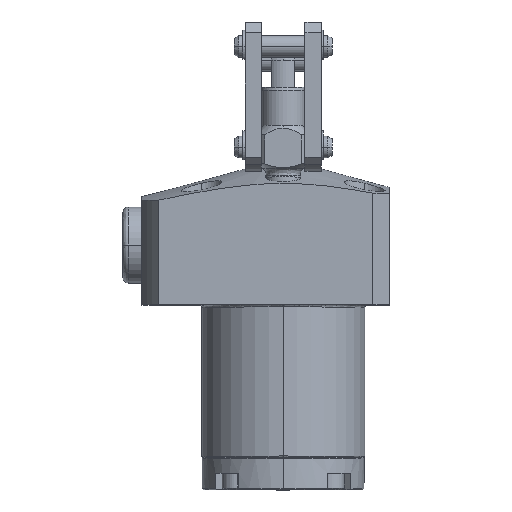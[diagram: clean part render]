
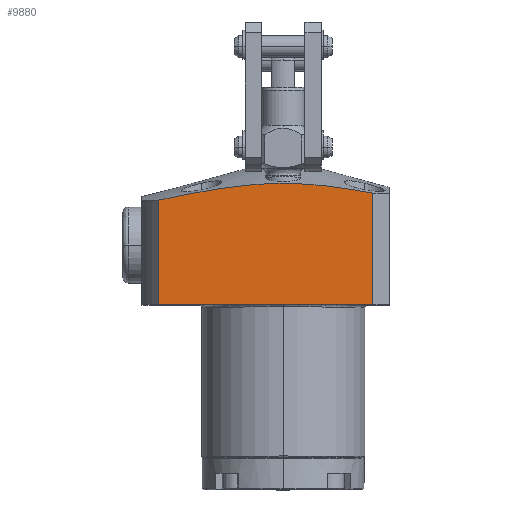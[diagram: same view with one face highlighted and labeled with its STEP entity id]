
A CAD part, top view. The second image highlights one B-rep face of the part: STEP entity #9880.
In plain terms, the highlighted planar face has unit normal (0, 0, 1).
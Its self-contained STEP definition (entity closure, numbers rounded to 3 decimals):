
#177 = EDGE_CURVE ( 'NONE', #7143, #7197, #732, .T. ) ;
#732 = B_SPLINE_CURVE_WITH_KNOTS ( 'NONE', 3,
 ( #3006, #3043, #3004, #3003, #3002, #3001, #3000, #2999 ),
 .UNSPECIFIED., .F., .F.,
 ( 4, 2, 2, 4 ),
 ( -0.017, -0.008, -0.004, 0. ),
 .UNSPECIFIED. ) ;
#768 = B_SPLINE_CURVE_WITH_KNOTS ( 'NONE', 3,
 ( #9088, #9086, #9082, #9081, #9080, #9079, #9078, #9077, #9076, #9075 ),
 .UNSPECIFIED., .F., .F.,
 ( 4, 2, 2, 2, 4 ),
 ( 0., 0.006, 0.012, 0.017, 0.023 ),
 .UNSPECIFIED. ) ;
#1120 = EDGE_CURVE ( 'NONE', #7197, #7064, #768, .T. ) ;
#1133 = EDGE_CURVE ( 'NONE', #7064, #7029, #9600, .T. ) ;
#1134 = EDGE_CURVE ( 'NONE', #7029, #7079, #9416, .T. ) ;
#1135 = EDGE_CURVE ( 'NONE', #7143, #7079, #9222, .T. ) ;
#1160 = CARTESIAN_POINT ( 'NONE',  ( -22.875, 19.239, 17. ) ) ;
#1178 = CARTESIAN_POINT ( 'NONE',  ( 0., 22.321, 17. ) ) ;
#1206 = CARTESIAN_POINT ( 'NONE',  ( 16.5, 0., 17. ) ) ;
#1245 = CARTESIAN_POINT ( 'NONE',  ( 16.5, 20.528, 17. ) ) ;
#1292 = CARTESIAN_POINT ( 'NONE',  ( -22.875, 0., 17. ) ) ;
#2999 = CARTESIAN_POINT ( 'NONE',  ( 0., 22.321, 17. ) ) ;
#3000 = CARTESIAN_POINT ( 'NONE',  ( 1.391, 22.321, 17. ) ) ;
#3001 = CARTESIAN_POINT ( 'NONE',  ( 2.777, 22.274, 17. ) ) ;
#3002 = CARTESIAN_POINT ( 'NONE',  ( 5.541, 22.098, 17. ) ) ;
#3003 = CARTESIAN_POINT ( 'NONE',  ( 6.918, 21.969, 17. ) ) ;
#3004 = CARTESIAN_POINT ( 'NONE',  ( 11.039, 21.485, 17. ) ) ;
#3006 = CARTESIAN_POINT ( 'NONE',  ( 16.5, 20.528, 17. ) ) ;
#3043 = CARTESIAN_POINT ( 'NONE',  ( 13.773, 21.037, 17. ) ) ;
#5459 = CARTESIAN_POINT ( 'NONE',  ( -22.875, 25., 17. ) ) ;
#5465 = PLANE ( 'NONE',  #6734 ) ;
#5468 = DIRECTION ( 'NONE',  ( 0., 0., 1. ) ) ;
#5469 = DIRECTION ( 'NONE',  ( 1., 0., 0. ) ) ;
#6353 = EDGE_LOOP ( 'NONE', ( #10373, #10372, #10371, #10370, #10369 ) ) ;
#6734 = AXIS2_PLACEMENT_3D ( 'NONE', #5459, #5468, #5469 ) ;
#7029 = VERTEX_POINT ( 'NONE', #1292 ) ;
#7064 = VERTEX_POINT ( 'NONE', #1160 ) ;
#7079 = VERTEX_POINT ( 'NONE', #1206 ) ;
#7143 = VERTEX_POINT ( 'NONE', #1245 ) ;
#7197 = VERTEX_POINT ( 'NONE', #1178 ) ;
#7881 = FACE_OUTER_BOUND ( 'NONE', #6353, .T. ) ;
#9035 = DIRECTION ( 'NONE',  ( 0., -1., 0. ) ) ;
#9036 = CARTESIAN_POINT ( 'NONE',  ( 16.5, 25., 17. ) ) ;
#9037 = DIRECTION ( 'NONE',  ( 1., 0., 0. ) ) ;
#9038 = CARTESIAN_POINT ( 'NONE',  ( 0., 0., 17. ) ) ;
#9048 = DIRECTION ( 'NONE',  ( 0., -1., 0. ) ) ;
#9049 = CARTESIAN_POINT ( 'NONE',  ( -22.875, 25., 17. ) ) ;
#9075 = CARTESIAN_POINT ( 'NONE',  ( -22.875, 19.239, 17. ) ) ;
#9076 = CARTESIAN_POINT ( 'NONE',  ( -20.989, 19.645, 17. ) ) ;
#9077 = CARTESIAN_POINT ( 'NONE',  ( -19.099, 20.034, 17. ) ) ;
#9078 = CARTESIAN_POINT ( 'NONE',  ( -15.309, 20.756, 17. ) ) ;
#9079 = CARTESIAN_POINT ( 'NONE',  ( -13.411, 21.089, 17. ) ) ;
#9080 = CARTESIAN_POINT ( 'NONE',  ( -9.604, 21.661, 17. ) ) ;
#9081 = CARTESIAN_POINT ( 'NONE',  ( -7.695, 21.899, 17. ) ) ;
#9082 = CARTESIAN_POINT ( 'NONE',  ( -3.861, 22.23, 17. ) ) ;
#9086 = CARTESIAN_POINT ( 'NONE',  ( -1.936, 22.321, 17. ) ) ;
#9088 = CARTESIAN_POINT ( 'NONE',  ( 0., 22.321, 17. ) ) ;
#9156 = VECTOR ( 'NONE', #9035, 1000. ) ;
#9222 = LINE ( 'NONE', #9036, #9156 ) ;
#9223 = VECTOR ( 'NONE', #9048, 1000. ) ;
#9416 = LINE ( 'NONE', #9038, #9518 ) ;
#9518 = VECTOR ( 'NONE', #9037, 1000. ) ;
#9600 = LINE ( 'NONE', #9049, #9223 ) ;
#9880 = ADVANCED_FACE ( 'NONE', ( #7881 ), #5465, .T. ) ;
#10369 = ORIENTED_EDGE ( 'NONE', *, *, #1133, .T. ) ;
#10370 = ORIENTED_EDGE ( 'NONE', *, *, #1120, .T. ) ;
#10371 = ORIENTED_EDGE ( 'NONE', *, *, #177, .T. ) ;
#10372 = ORIENTED_EDGE ( 'NONE', *, *, #1135, .F. ) ;
#10373 = ORIENTED_EDGE ( 'NONE', *, *, #1134, .T. ) ;
